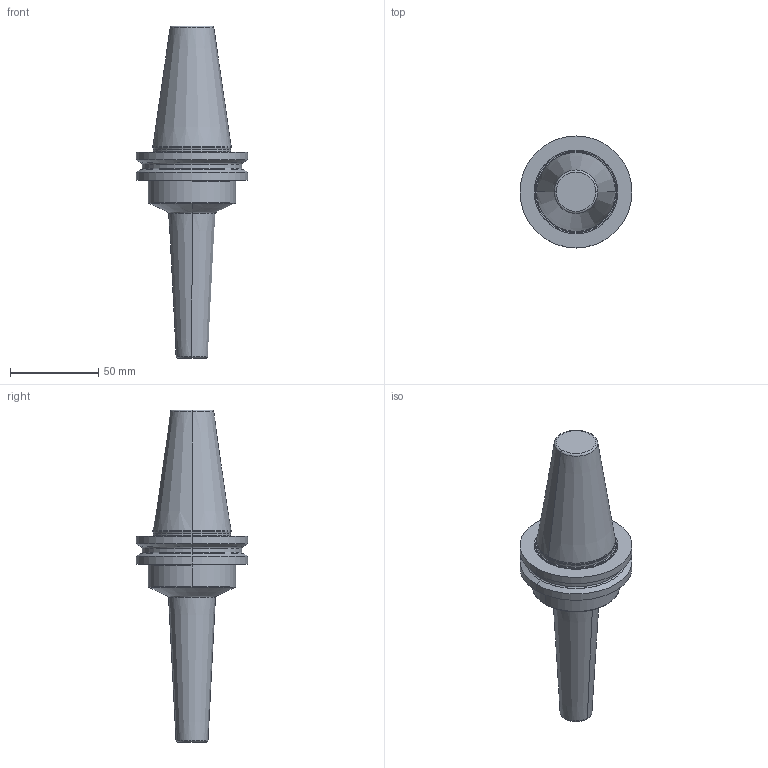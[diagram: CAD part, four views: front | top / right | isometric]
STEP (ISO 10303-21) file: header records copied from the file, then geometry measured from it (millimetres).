
FILE_DESCRIPTION((''),'2;1');
FILE_NAME('606610191-000-01-E43','2017-03-15T',('bahnemannr'),(''),'PRO/ENGINEER BY PARAMETRIC TECHNOLOGY CORPORATION, 2011220','PRO/ENGINEER BY PARAMETRIC TECHNOLOGY CORPORATION, 2011220','');
FILE_SCHEMA(('AUTOMOTIVE_DESIGN_CC2 { 1 2 10303 214 -1 1 5 2 }'));
Length unit declared in the file: millimetre
Products named in the file (1): 606610191-000-01-E43
Bounding box: 63.55 x 63.55 x 188.4 mm (x, y, z)
Volume: 176189.2 mm3; surface area: 26367.9 mm2
Topology: 1 solids, 1 shells, 58 faces, 124 edges, 78 vertices
Faces by surface type: torus 22, cylinder 14, cone 14, plane 8
Entity records: 2025 total; most frequent: DIRECTION 336, CARTESIAN_POINT 255, ORIENTED_EDGE 240, AXIS2_PLACEMENT_3D 151, PRESENTATION_STYLE_ASSIGNMENT 128, STYLED_ITEM 128, CURVE_STYLE 127, EDGE_CURVE 120
